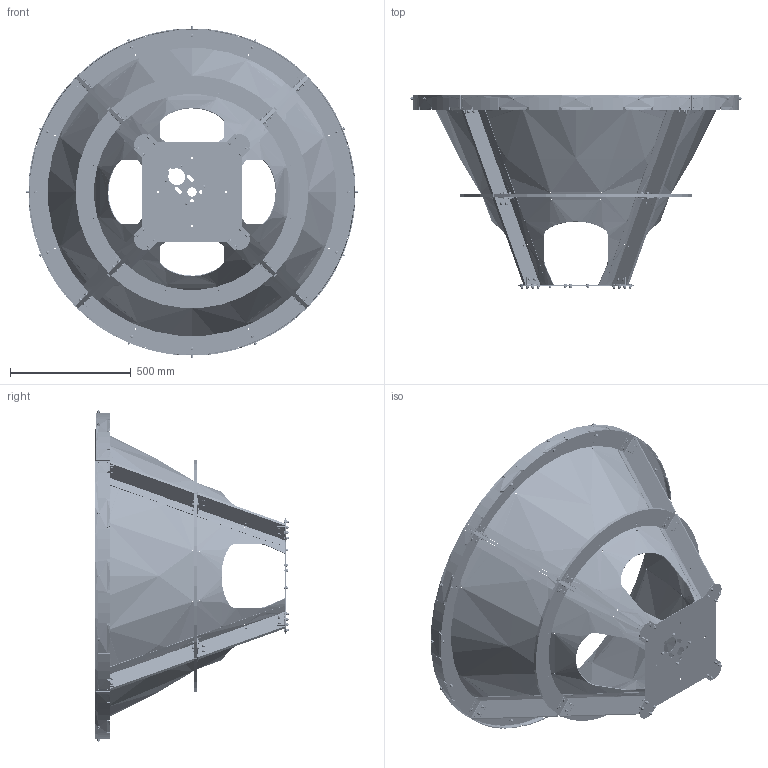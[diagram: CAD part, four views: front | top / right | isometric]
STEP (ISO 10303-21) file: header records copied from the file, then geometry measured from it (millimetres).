
FILE_DESCRIPTION (( 'STEP AP214' ), '1' );
FILE_NAME ('am-4671 Upper Hub.STEP', '2022-01-05T19:33:13', ( '' ), ( '' ), 'SwSTEP 2.0', 'SolidWorks 2021', '' );
FILE_SCHEMA (( 'AUTOMOTIVE_DESIGN' ));
Length unit declared in the file: inch
Products named in the file (18): visionTapeforRing_exoV4; nylock_.25_20; GE-22421; ip-4671_uhlr GE-22415 Upper Hub Large Rib; ip-4671_uhb GE-22412 Upper Hub Baseplate; GE-22418; hex_.25_20_0.625; am-4676 GE-22422 Upper Hub Vision Angle; GE-22419; GE-22413; GE-22414; am-4675 GE-22301 Hub Angle Bracket; am-4671 Upper Hub; washer_flat_.25_98023A029; GE-22416; GE-22417; hex_.25_20_1_hex_.25_20_1; GE-22420_Alt
Assembly tree (190 placements, depth 3):
  am-4671 Upper Hub
    GE-22413
      ip-4671_uhb GE-22412 Upper Hub Baseplate
      am-4675 GE-22301 Hub Angle Bracket  x8
      hex_.25_20_0.625  x16
      nylock_.25_20  x16
    GE-22414  x4
    GE-22418  x4
      GE-22417
      hex_.25_20_1_hex_.25_20_1
      nylock_.25_20
      am-4675 GE-22301 Hub Angle Bracket
    GE-22416  x4
      ip-4671_uhlr GE-22415 Upper Hub Large Rib
      hex_.25_20_1_hex_.25_20_1
      nylock_.25_20
      am-4675 GE-22301 Hub Angle Bracket
    GE-22419  x4
    nylock_.25_20  x40
    hex_.25_20_1_hex_.25_20_1  x36
    washer_flat_.25_98023A029  x12
    GE-22420_Alt  x4
      GE-22421
      visionTapeforRing_exoV4
      am-4676 GE-22422 Upper Hub Vision Angle
      hex_.25_20_0.625
      nylock_.25_20
    hex_.25_20_0.625  x4
Bounding box: 1377.04 x 801.38 x 1377.04 mm (x, y, z)
Volume: 18985041.8 mm3; surface area: 8046605.1 mm2
Topology: 385 solids, 385 shells, 7281 faces, 16853 edges, 10942 vertices
Faces by surface type: plane 3818, cylinder 1795, cone 968, bspline 400, torus 300
Full cylindrical faces by diameter (mm): 5.232 x100, 6.35 x200, 6.756 x212, 6.843 x100, 7.137 x12, 9.525 x4, 15.24 x2, 15.875 x12, 38.1 x1
Entity records: 21656 total; most frequent: CARTESIAN_POINT 8505, ORIENTED_EDGE 2360, DIRECTION 2343, EDGE_CURVE 1180, AXIS2_PLACEMENT_3D 961, VERTEX_POINT 833, EDGE_LOOP 739, FACE_OUTER_BOUND 553
